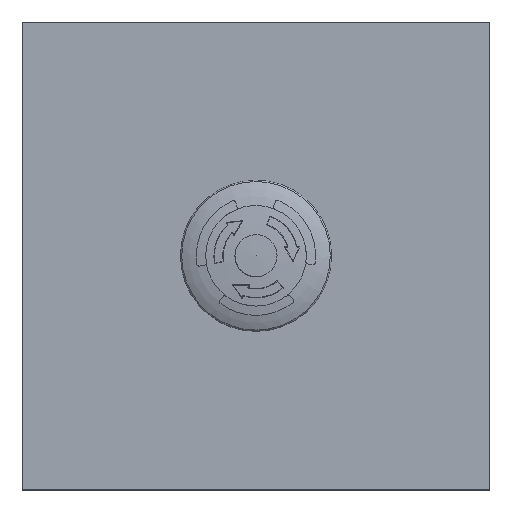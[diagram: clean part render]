
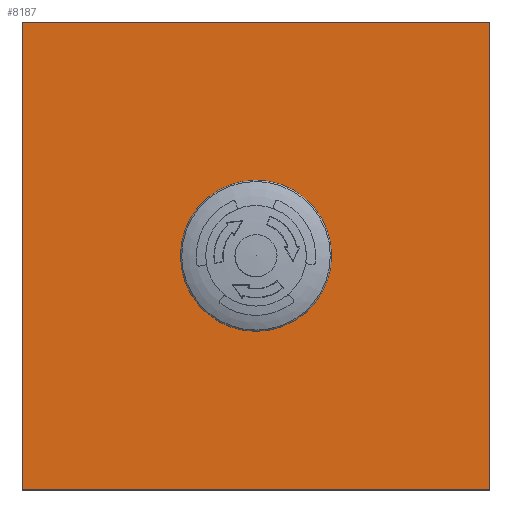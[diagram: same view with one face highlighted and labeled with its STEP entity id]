
A CAD part, top view. The second image highlights one B-rep face of the part: STEP entity #8187.
In plain terms, the highlighted planar face has unit normal (0, 0, 1).
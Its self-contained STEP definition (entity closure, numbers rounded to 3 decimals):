
#502=PLANE('',#9305);
#1228=LINE('',#17518,#1665);
#1232=LINE('',#17526,#1669);
#1235=LINE('',#17532,#1672);
#1237=LINE('',#17540,#1674);
#1665=VECTOR('',#11477,1000.);
#1669=VECTOR('',#11483,1000.);
#1672=VECTOR('',#11488,1000.);
#1674=VECTOR('',#11498,1000.);
#4013=ORIENTED_EDGE('',*,*,#5193,.T.);
#4014=ORIENTED_EDGE('',*,*,#5185,.T.);
#4015=ORIENTED_EDGE('',*,*,#5189,.T.);
#4016=ORIENTED_EDGE('',*,*,#5192,.T.);
#4017=ORIENTED_EDGE('',*,*,#5196,.T.);
#5185=EDGE_CURVE('',#5955,#5954,#1228,.T.);
#5189=EDGE_CURVE('',#5954,#5957,#1232,.T.);
#5192=EDGE_CURVE('',#5957,#5959,#1235,.T.);
#5193=EDGE_CURVE('',#5960,#5960,#6381,.T.);
#5196=EDGE_CURVE('',#5959,#5955,#1237,.T.);
#5954=VERTEX_POINT('',#17517);
#5955=VERTEX_POINT('',#17519);
#5957=VERTEX_POINT('',#17525);
#5959=VERTEX_POINT('',#17531);
#5960=VERTEX_POINT('',#17535);
#6381=CIRCLE('',#9302,11.);
#6972=EDGE_LOOP('',(#4013));
#6973=EDGE_LOOP('',(#4014,#4015,#4016,#4017));
#7565=FACE_BOUND('',#6972,.T.);
#7566=FACE_BOUND('',#6973,.T.);
#8187=ADVANCED_FACE('',(#7565,#7566),#502,.T.);
#9302=AXIS2_PLACEMENT_3D('',#17534,#11491,#11492);
#9305=AXIS2_PLACEMENT_3D('',#17541,#11499,#11500);
#11477=DIRECTION('',(0.,-1.,0.));
#11483=DIRECTION('',(1.,0.,0.));
#11488=DIRECTION('',(0.,1.,0.));
#11491=DIRECTION('',(0.,0.,-1.));
#11492=DIRECTION('',(1.,0.,0.));
#11498=DIRECTION('',(-1.,0.,0.));
#11499=DIRECTION('',(0.,0.,1.));
#11500=DIRECTION('',(1.,0.,0.));
#17517=CARTESIAN_POINT('',(-50.,-50.,-0.001));
#17518=CARTESIAN_POINT('',(-50.,50.,-0.001));
#17519=CARTESIAN_POINT('',(-50.,50.,-0.001));
#17525=CARTESIAN_POINT('',(50.,-50.,-0.001));
#17526=CARTESIAN_POINT('',(-50.,-50.,-0.001));
#17531=CARTESIAN_POINT('',(50.,50.,-0.001));
#17532=CARTESIAN_POINT('',(50.,-50.,-0.001));
#17534=CARTESIAN_POINT('',(0.,0.,-0.001));
#17535=CARTESIAN_POINT('',(11.,0.,-0.001));
#17540=CARTESIAN_POINT('',(50.,50.,-0.001));
#17541=CARTESIAN_POINT('',(0.,0.,-0.001));
